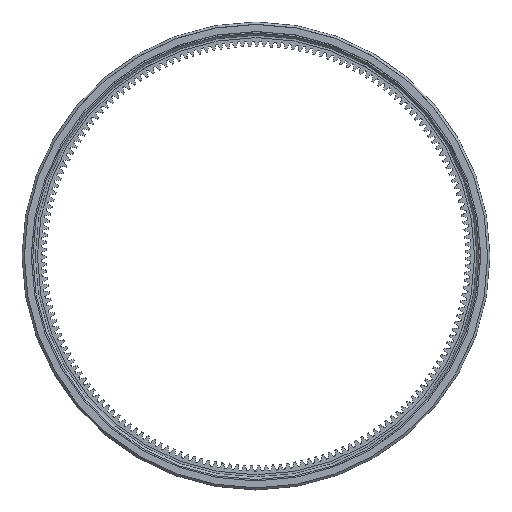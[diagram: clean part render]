
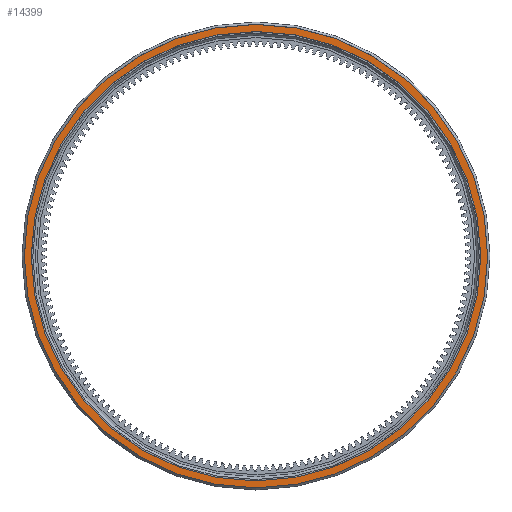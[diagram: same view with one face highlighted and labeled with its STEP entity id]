
A CAD part, front view. The second image highlights one B-rep face of the part: STEP entity #14399.
In plain terms, the highlighted face is planar.
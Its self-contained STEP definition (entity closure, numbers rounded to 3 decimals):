
#97=FACE_BOUND('',#1621,.T.);
#108=PLANE('',#16767);
#859=FACE_OUTER_BOUND('',#1620,.T.);
#1620=EDGE_LOOP('',(#12878,#12879));
#1621=EDGE_LOOP('',(#12880,#12881));
#4608=CIRCLE('',#16765,100.);
#4609=CIRCLE('',#16766,100.);
#4610=CIRCLE('',#16768,96.95);
#4611=CIRCLE('',#16769,96.95);
#6120=VERTEX_POINT('',#26975);
#6121=VERTEX_POINT('',#26976);
#6122=VERTEX_POINT('',#26981);
#6123=VERTEX_POINT('',#26982);
#8377=EDGE_CURVE('',#6120,#6121,#4608,.T.);
#8378=EDGE_CURVE('',#6121,#6120,#4609,.T.);
#8380=EDGE_CURVE('',#6122,#6123,#4610,.T.);
#8381=EDGE_CURVE('',#6123,#6122,#4611,.T.);
#12878=ORIENTED_EDGE('',*,*,#8377,.T.);
#12879=ORIENTED_EDGE('',*,*,#8378,.T.);
#12880=ORIENTED_EDGE('',*,*,#8380,.F.);
#12881=ORIENTED_EDGE('',*,*,#8381,.F.);
#14399=ADVANCED_FACE('',(#859,#97),#108,.T.);
#16765=AXIS2_PLACEMENT_3D('',#26977,#22005,#22006);
#16766=AXIS2_PLACEMENT_3D('',#26978,#22007,#22008);
#16767=AXIS2_PLACEMENT_3D('',#26980,#22010,#22011);
#16768=AXIS2_PLACEMENT_3D('',#26983,#22012,#22013);
#16769=AXIS2_PLACEMENT_3D('',#26984,#22014,#22015);
#22005=DIRECTION('center_axis',(0.,0.,-1.));
#22006=DIRECTION('ref_axis',(1.,0.,0.));
#22007=DIRECTION('center_axis',(0.,0.,-1.));
#22008=DIRECTION('ref_axis',(1.,0.,0.));
#22010=DIRECTION('center_axis',(0.,0.,-1.));
#22011=DIRECTION('ref_axis',(-1.,0.,0.));
#22012=DIRECTION('center_axis',(0.,0.,-1.));
#22013=DIRECTION('ref_axis',(1.,0.,0.));
#22014=DIRECTION('center_axis',(0.,0.,-1.));
#22015=DIRECTION('ref_axis',(1.,0.,0.));
#26975=CARTESIAN_POINT('',(-100.,0.,10.45));
#26976=CARTESIAN_POINT('',(100.,0.,10.45));
#26977=CARTESIAN_POINT('Origin',(0.,0.,10.45));
#26978=CARTESIAN_POINT('Origin',(0.,0.,10.45));
#26980=CARTESIAN_POINT('Origin',(-96.95,0.,10.45));
#26981=CARTESIAN_POINT('',(-96.95,0.,10.45));
#26982=CARTESIAN_POINT('',(96.95,0.,10.45));
#26983=CARTESIAN_POINT('Origin',(0.,0.,10.45));
#26984=CARTESIAN_POINT('Origin',(0.,0.,10.45));
